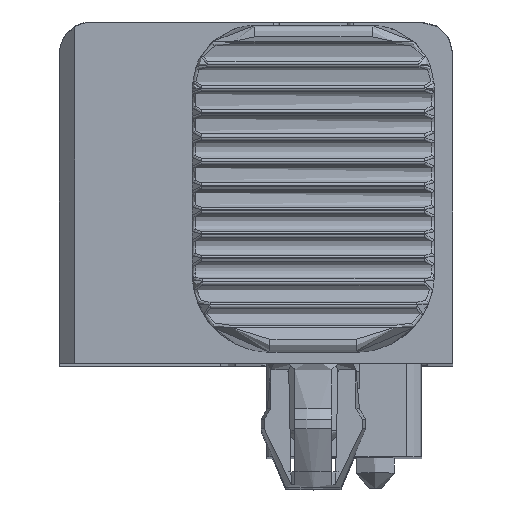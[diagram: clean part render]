
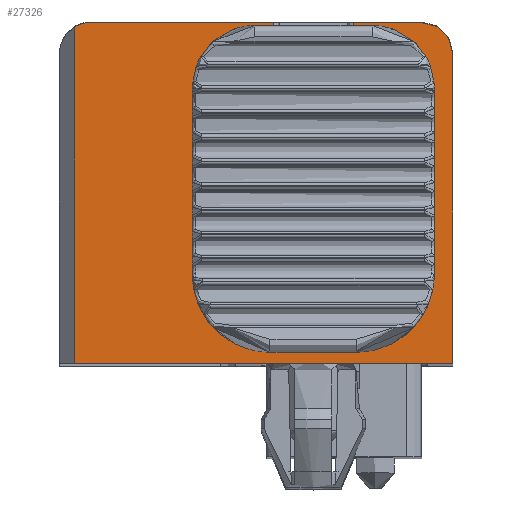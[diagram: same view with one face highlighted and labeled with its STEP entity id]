
A CAD part, top view. The second image highlights one B-rep face of the part: STEP entity #27326.
In plain terms, the highlighted planar face has unit normal (0, 0, 1).
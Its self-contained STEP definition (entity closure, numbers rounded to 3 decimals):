
#819=CIRCLE('',#27950,2.);
#1031=CIRCLE('',#28238,2.);
#1560=CIRCLE('',#29205,1.);
#1561=CIRCLE('',#29207,1.);
#3433=FACE_OUTER_BOUND('',#4934,.T.);
#4934=EDGE_LOOP('',(#23446,#23447,#23448,#23449,#23450,#23451,#23452,#23453,
#23454,#23455,#23456,#23457,#23458,#23459,#23460,#23461,#23462,#23463,#23464,
#23465,#23466,#23467,#23468,#23469));
#5675=LINE('',#38199,#8236);
#5766=LINE('',#38421,#8327);
#5773=LINE('',#38436,#8334);
#5789=LINE('',#38470,#8350);
#5799=LINE('',#38524,#8360);
#5801=LINE('',#38532,#8362);
#5932=LINE('',#38983,#8493);
#6095=LINE('',#50523,#8656);
#6098=LINE('',#50529,#8659);
#6099=LINE('',#50533,#8660);
#6448=LINE('',#51824,#9009);
#6453=LINE('',#51839,#9014);
#6460=LINE('',#51853,#9021);
#6461=LINE('',#51855,#9022);
#6466=LINE('',#51865,#9027);
#6767=LINE('',#65212,#9328);
#7042=LINE('',#66989,#9603);
#7045=LINE('',#67000,#9606);
#7151=LINE('',#67660,#9712);
#7152=LINE('',#67662,#9713);
#8236=VECTOR('',#30722,1000.);
#8327=VECTOR('',#30865,10.);
#8334=VECTOR('',#30874,10.);
#8350=VECTOR('',#30896,10.);
#8360=VECTOR('',#30942,10.);
#8362=VECTOR('',#30948,10.);
#8493=VECTOR('',#31167,10.);
#8656=VECTOR('',#31798,10.);
#8659=VECTOR('',#31801,10.);
#8660=VECTOR('',#31806,10.);
#9009=VECTOR('',#32673,1000.);
#9014=VECTOR('',#32686,1000.);
#9021=VECTOR('',#32705,1000.);
#9022=VECTOR('',#32708,1000.);
#9027=VECTOR('',#32721,1000.);
#9328=VECTOR('',#33884,1000.);
#9603=VECTOR('',#34699,1000.);
#9606=VECTOR('',#34714,1000.);
#9712=VECTOR('',#35090,1000.);
#9713=VECTOR('',#35093,1000.);
#10709=VERTEX_POINT('',#38196);
#10710=VERTEX_POINT('',#38198);
#10814=VERTEX_POINT('',#38418);
#10815=VERTEX_POINT('',#38420);
#10821=VERTEX_POINT('',#38434);
#10822=VERTEX_POINT('',#38435);
#10836=VERTEX_POINT('',#38468);
#10837=VERTEX_POINT('',#38469);
#10862=VERTEX_POINT('',#38521);
#10863=VERTEX_POINT('',#38523);
#10866=VERTEX_POINT('',#38529);
#10867=VERTEX_POINT('',#38531);
#11359=VERTEX_POINT('',#50521);
#11361=VERTEX_POINT('',#50526);
#11362=VERTEX_POINT('',#50528);
#11363=VERTEX_POINT('',#50532);
#11605=VERTEX_POINT('',#51823);
#11611=VERTEX_POINT('',#51837);
#11612=VERTEX_POINT('',#51851);
#11613=VERTEX_POINT('',#51864);
#12020=VERTEX_POINT('',#65210);
#12524=VERTEX_POINT('',#66988);
#12525=VERTEX_POINT('',#66992);
#12526=VERTEX_POINT('',#66996);
#13495=EDGE_CURVE('',#10710,#10709,#5675,.F.);
#13606=EDGE_CURVE('',#10815,#10814,#5766,.T.);
#13613=EDGE_CURVE('',#10821,#10822,#5773,.T.);
#13629=EDGE_CURVE('',#10836,#10837,#5789,.T.);
#13656=EDGE_CURVE('',#10863,#10862,#5799,.T.);
#13660=EDGE_CURVE('',#10867,#10866,#5801,.T.);
#13667=EDGE_CURVE('',#10866,#10836,#819,.T.);
#13824=EDGE_CURVE('',#10822,#10815,#5932,.T.);
#14288=EDGE_CURVE('',#10837,#11359,#6095,.T.);
#14291=EDGE_CURVE('',#11362,#11361,#6098,.T.);
#14293=EDGE_CURVE('',#11361,#11363,#6099,.T.);
#14306=EDGE_CURVE('',#11363,#10863,#1031,.T.);
#14724=EDGE_CURVE('',#11605,#10821,#6448,.T.);
#14733=EDGE_CURVE('',#10814,#11611,#6453,.T.);
#14741=EDGE_CURVE('',#11612,#10862,#6460,.F.);
#14742=EDGE_CURVE('',#11362,#11611,#6461,.F.);
#14747=EDGE_CURVE('',#10867,#11613,#6466,.F.);
#15424=EDGE_CURVE('',#12020,#10709,#6767,.F.);
#15993=EDGE_CURVE('',#12524,#11612,#7042,.F.);
#15996=EDGE_CURVE('',#12525,#12524,#1560,.T.);
#15998=EDGE_CURVE('',#12526,#12020,#1561,.T.);
#15999=EDGE_CURVE('',#11613,#12526,#7045,.F.);
#16225=EDGE_CURVE('',#12525,#10710,#7151,.T.);
#16226=EDGE_CURVE('',#11605,#11359,#7152,.F.);
#23446=ORIENTED_EDGE('',*,*,#13606,.T.);
#23447=ORIENTED_EDGE('',*,*,#14733,.T.);
#23448=ORIENTED_EDGE('',*,*,#14742,.F.);
#23449=ORIENTED_EDGE('',*,*,#14291,.T.);
#23450=ORIENTED_EDGE('',*,*,#14293,.T.);
#23451=ORIENTED_EDGE('',*,*,#14306,.T.);
#23452=ORIENTED_EDGE('',*,*,#13656,.T.);
#23453=ORIENTED_EDGE('',*,*,#14741,.F.);
#23454=ORIENTED_EDGE('',*,*,#15993,.F.);
#23455=ORIENTED_EDGE('',*,*,#15996,.F.);
#23456=ORIENTED_EDGE('',*,*,#16225,.T.);
#23457=ORIENTED_EDGE('',*,*,#13495,.T.);
#23458=ORIENTED_EDGE('',*,*,#15424,.F.);
#23459=ORIENTED_EDGE('',*,*,#15998,.F.);
#23460=ORIENTED_EDGE('',*,*,#15999,.F.);
#23461=ORIENTED_EDGE('',*,*,#14747,.F.);
#23462=ORIENTED_EDGE('',*,*,#13660,.T.);
#23463=ORIENTED_EDGE('',*,*,#13667,.T.);
#23464=ORIENTED_EDGE('',*,*,#13629,.T.);
#23465=ORIENTED_EDGE('',*,*,#14288,.T.);
#23466=ORIENTED_EDGE('',*,*,#16226,.F.);
#23467=ORIENTED_EDGE('',*,*,#14724,.T.);
#23468=ORIENTED_EDGE('',*,*,#13613,.T.);
#23469=ORIENTED_EDGE('',*,*,#13824,.T.);
#26109=PLANE('',#29585);
#27326=ADVANCED_FACE('',(#3433),#26109,.T.);
#27950=AXIS2_PLACEMENT_3D('',#38545,#30958,#30959);
#28238=AXIS2_PLACEMENT_3D('',#50549,#31831,#31832);
#29205=AXIS2_PLACEMENT_3D('',#66994,#34705,#34706);
#29207=AXIS2_PLACEMENT_3D('',#66998,#34710,#34711);
#29585=AXIS2_PLACEMENT_3D('',#69128,#35881,#35882);
#30722=DIRECTION('',(-1.,0.,0.));
#30865=DIRECTION('',(0.,1.,0.));
#30874=DIRECTION('',(0.,-1.,0.));
#30896=DIRECTION('',(0.,-1.,0.));
#30942=DIRECTION('',(1.,0.,0.));
#30948=DIRECTION('',(1.,0.,0.));
#30958=DIRECTION('center_axis',(0.,0.,
-1.));
#30959=DIRECTION('ref_axis',(0.,-1.,0.));
#31167=DIRECTION('',(-1.,0.,0.));
#31798=DIRECTION('',(-1.,0.,0.));
#31801=DIRECTION('',(-1.,0.,0.));
#31806=DIRECTION('',(0.,1.,0.));
#31831=DIRECTION('center_axis',(0.,0.,
-1.));
#31832=DIRECTION('ref_axis',(0.,-1.,0.));
#32673=DIRECTION('',(-1.,0.,0.));
#32686=DIRECTION('',(-1.,0.,0.));
#32705=DIRECTION('',(0.,1.,0.));
#32708=DIRECTION('',(0.,1.,0.));
#32721=DIRECTION('',(0.,-1.,0.));
#33884=DIRECTION('',(0.,1.,0.));
#34699=DIRECTION('',(-1.,0.,0.));
#34705=DIRECTION('center_axis',(0.,0.,
-1.));
#34706=DIRECTION('ref_axis',(0.,-1.,0.));
#34710=DIRECTION('center_axis',(0.,0.,
-1.));
#34711=DIRECTION('ref_axis',(0.,-1.,0.));
#34714=DIRECTION('',(-1.,0.,0.));
#35090=DIRECTION('',(0.,-1.,0.));
#35093=DIRECTION('',(0.,-1.,0.));
#35881=DIRECTION('center_axis',(0.,0.,
1.));
#35882=DIRECTION('ref_axis',(0.,-1.,0.));
#38196=CARTESIAN_POINT('',(81.551,-25.524,-257.533));
#38198=CARTESIAN_POINT('',(69.351,-25.524,-257.533));
#38199=CARTESIAN_POINT('',(77.851,-25.524,-257.533));
#38418=CARTESIAN_POINT('',(76.051,-24.524,-257.533));
#38420=CARTESIAN_POINT('',(76.051,-24.524,-257.533));
#38421=CARTESIAN_POINT('',(76.051,-23.436,-257.533));
#38434=CARTESIAN_POINT('',(78.051,-24.524,-257.533));
#38435=CARTESIAN_POINT('',(78.051,-24.524,-257.533));
#38436=CARTESIAN_POINT('',(78.051,-23.436,-257.533));
#38468=CARTESIAN_POINT('',(80.951,-16.62,-257.533));
#38469=CARTESIAN_POINT('',(80.951,-17.62,-257.533));
#38470=CARTESIAN_POINT('',(80.951,-21.298,-257.533));
#38521=CARTESIAN_POINT('',(75.751,-14.751,-257.533));
#38523=CARTESIAN_POINT('',(74.438,-14.751,-257.533));
#38524=CARTESIAN_POINT('',(78.231,-14.751,-257.533));
#38529=CARTESIAN_POINT('',(79.664,-14.751,-257.533));
#38531=CARTESIAN_POINT('',(78.351,-14.751,-257.533));
#38532=CARTESIAN_POINT('',(78.231,-14.751,-257.533));
#38545=CARTESIAN_POINT('Origin',(78.951,-16.62,-257.533));
#38983=CARTESIAN_POINT('',(77.451,-24.524,-257.533));
#50521=CARTESIAN_POINT('',(78.351,-17.62,-257.533));
#50523=CARTESIAN_POINT('',(78.231,-17.62,-257.533));
#50526=CARTESIAN_POINT('',(73.151,-17.62,-257.533));
#50528=CARTESIAN_POINT('',(75.751,-17.62,-257.533));
#50529=CARTESIAN_POINT('',(78.231,-17.62,-257.533));
#50532=CARTESIAN_POINT('',(73.151,-16.62,-257.533));
#50533=CARTESIAN_POINT('',(73.151,-21.298,-257.533));
#50549=CARTESIAN_POINT('Origin',(75.151,-16.62,-257.533));
#51823=CARTESIAN_POINT('',(78.351,-24.524,-257.533));
#51824=CARTESIAN_POINT('',(76.951,-24.524,-257.533));
#51837=CARTESIAN_POINT('',(75.751,-24.524,-257.533));
#51839=CARTESIAN_POINT('',(76.951,-24.524,-257.533));
#51851=CARTESIAN_POINT('',(75.751,-14.524,-257.533));
#51853=CARTESIAN_POINT('',(75.751,-24.524,-257.533));
#51855=CARTESIAN_POINT('',(75.751,-24.524,-257.533));
#51864=CARTESIAN_POINT('',(78.351,-14.524,-257.533));
#51865=CARTESIAN_POINT('',(78.351,-14.974,-257.533));
#65210=CARTESIAN_POINT('',(81.551,-15.524,-257.533));
#65212=CARTESIAN_POINT('',(81.551,-20.829,-257.533));
#66988=CARTESIAN_POINT('',(69.851,-14.524,-257.533));
#66989=CARTESIAN_POINT('',(74.851,-14.524,-257.533));
#66992=CARTESIAN_POINT('',(69.351,-14.658,-257.533));
#66994=CARTESIAN_POINT('Origin',(69.851,-15.524,-257.533));
#66996=CARTESIAN_POINT('',(80.551,-14.524,-257.533));
#66998=CARTESIAN_POINT('Origin',(80.551,-15.524,-257.533));
#67000=CARTESIAN_POINT('',(74.851,-14.524,-257.533));
#67660=CARTESIAN_POINT('',(69.351,-22.702,-257.533));
#67662=CARTESIAN_POINT('',(78.351,-14.974,-257.533));
#69128=CARTESIAN_POINT('Origin',(77.851,-22.702,-257.533));
